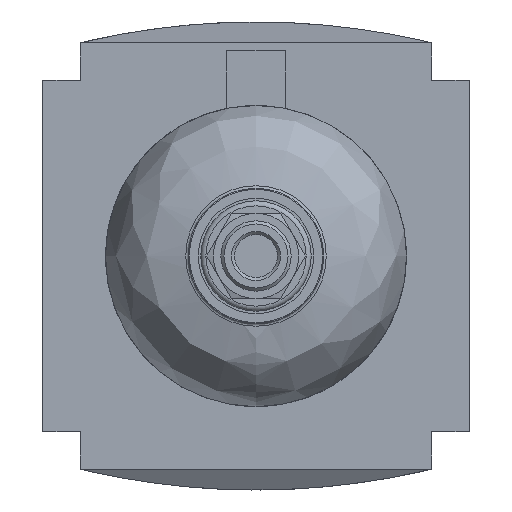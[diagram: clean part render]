
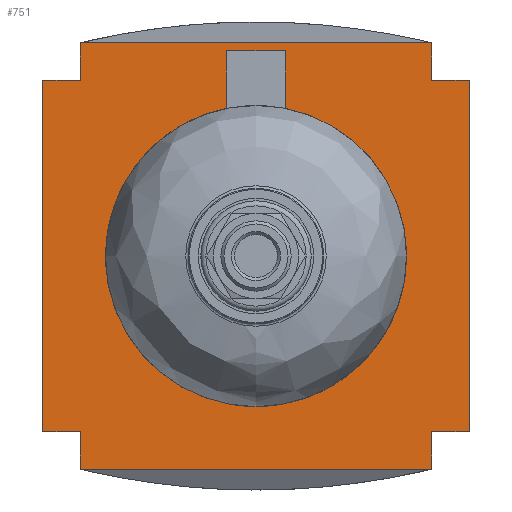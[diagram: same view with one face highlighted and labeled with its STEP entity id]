
A CAD part, front view. The second image highlights one B-rep face of the part: STEP entity #751.
In plain terms, the highlighted planar face has unit normal (0, -1, 0).
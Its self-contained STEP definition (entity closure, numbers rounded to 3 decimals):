
#751 = ADVANCED_FACE( '', ( #1616 ), #1617, .F. );
#1616 = FACE_OUTER_BOUND( '', #2600, .T. );
#1617 = PLANE( '', #2601 );
#2600 = EDGE_LOOP( '', ( #4721, #4722, #4723, #4724, #4725, #4726, #4727, #4728, #4729, #4730, #4731, #4732 ) );
#2601 = AXIS2_PLACEMENT_3D( '', #4733, #4734, #4735 );
#4721 = ORIENTED_EDGE( '', *, *, #6568, .F. );
#4722 = ORIENTED_EDGE( '', *, *, #6412, .F. );
#4723 = ORIENTED_EDGE( '', *, *, #6569, .F. );
#4724 = ORIENTED_EDGE( '', *, *, #6036, .T. );
#4725 = ORIENTED_EDGE( '', *, *, #6570, .F. );
#4726 = ORIENTED_EDGE( '', *, *, #5780, .T. );
#4727 = ORIENTED_EDGE( '', *, *, #5807, .F. );
#4728 = ORIENTED_EDGE( '', *, *, #6571, .T. );
#4729 = ORIENTED_EDGE( '', *, *, #6090, .T. );
#4730 = ORIENTED_EDGE( '', *, *, #6572, .F. );
#4731 = ORIENTED_EDGE( '', *, *, #6573, .F. );
#4732 = ORIENTED_EDGE( '', *, *, #6574, .T. );
#4733 = CARTESIAN_POINT( '', ( 0., -51., 103.36 ) );
#4734 = DIRECTION( '', ( 0., 1., 0. ) );
#4735 = DIRECTION( '', ( 0., 0., 1. ) );
#5780 = EDGE_CURVE( '', #6877, #6878, #6879, .T. );
#5807 = EDGE_CURVE( '', #6923, #6878, #6926, .T. );
#6036 = EDGE_CURVE( '', #7320, #7318, #7321, .T. );
#6090 = EDGE_CURVE( '', #7417, #7415, #7418, .T. );
#6412 = EDGE_CURVE( '', #7893, #7895, #7896, .T. );
#6568 = EDGE_CURVE( '', #7895, #7928, #8101, .T. );
#6569 = EDGE_CURVE( '', #7320, #7893, #8102, .T. );
#6570 = EDGE_CURVE( '', #6877, #7318, #8103, .T. );
#6571 = EDGE_CURVE( '', #6923, #7417, #8104, .T. );
#6572 = EDGE_CURVE( '', #8105, #7415, #8106, .T. );
#6573 = EDGE_CURVE( '', #7926, #8105, #8107, .T. );
#6574 = EDGE_CURVE( '', #7926, #7928, #8108, .T. );
#6877 = VERTEX_POINT( '', #8479 );
#6878 = VERTEX_POINT( '', #8480 );
#6879 = LINE( '', #8481, #8482 );
#6923 = VERTEX_POINT( '', #8542 );
#6926 = LINE( '', #8546, #8547 );
#7318 = VERTEX_POINT( '', #9110 );
#7320 = VERTEX_POINT( '', #9113 );
#7321 = LINE( '', #9114, #9115 );
#7415 = VERTEX_POINT( '', #9254 );
#7417 = VERTEX_POINT( '', #9257 );
#7418 = LINE( '', #9258, #9259 );
#7893 = VERTEX_POINT( '', #9951 );
#7895 = VERTEX_POINT( '', #9954 );
#7896 = LINE( '', #9955, #9956 );
#7926 = VERTEX_POINT( '', #9997 );
#7928 = VERTEX_POINT( '', #10000 );
#8101 = LINE( '', #10231, #10232 );
#8102 = LINE( '', #10233, #10234 );
#8103 = LINE( '', #10235, #10236 );
#8104 = LINE( '', #10237, #10238 );
#8105 = VERTEX_POINT( '', #10239 );
#8106 = LINE( '', #10240, #10241 );
#8107 = LINE( '', #10242, #10243 );
#8108 = LINE( '', #10244, #10245 );
#8479 = CARTESIAN_POINT( '', ( 35., -51., 42.5 ) );
#8480 = CARTESIAN_POINT( '', ( -35., -51., 42.5 ) );
#8481 = CARTESIAN_POINT( '', ( 0., -51., 42.5 ) );
#8482 = VECTOR( '', #10620, 1000. );
#8542 = CARTESIAN_POINT( '', ( -35., -51., 35. ) );
#8546 = CARTESIAN_POINT( '', ( -35., -51., -42.5 ) );
#8547 = VECTOR( '', #10659, 1000. );
#9110 = CARTESIAN_POINT( '', ( 35., -51., 35. ) );
#9113 = CARTESIAN_POINT( '', ( 42.5, -51., 35. ) );
#9114 = CARTESIAN_POINT( '', ( 42.5, -51., 35. ) );
#9115 = VECTOR( '', #10916, 1000. );
#9254 = CARTESIAN_POINT( '', ( -42.5, -51., -35. ) );
#9257 = CARTESIAN_POINT( '', ( -42.5, -51., 35. ) );
#9258 = CARTESIAN_POINT( '', ( -42.5, -51., 35. ) );
#9259 = VECTOR( '', #10975, 1000. );
#9951 = CARTESIAN_POINT( '', ( 42.5, -51., -35. ) );
#9954 = CARTESIAN_POINT( '', ( 35., -51., -35. ) );
#9955 = CARTESIAN_POINT( '', ( 42.5, -51., -35. ) );
#9956 = VECTOR( '', #11311, 1000. );
#9997 = CARTESIAN_POINT( '', ( -35., -51., -42.5 ) );
#10000 = CARTESIAN_POINT( '', ( 35., -51., -42.5 ) );
#10231 = CARTESIAN_POINT( '', ( 35., -51., 42.5 ) );
#10232 = VECTOR( '', #11490, 1000. );
#10233 = CARTESIAN_POINT( '', ( 42.5, -51., 35. ) );
#10234 = VECTOR( '', #11491, 1000. );
#10235 = CARTESIAN_POINT( '', ( 35., -51., 42.5 ) );
#10236 = VECTOR( '', #11492, 1000. );
#10237 = CARTESIAN_POINT( '', ( 42.5, -51., 35. ) );
#10238 = VECTOR( '', #11493, 1000. );
#10239 = CARTESIAN_POINT( '', ( -35., -51., -35. ) );
#10240 = CARTESIAN_POINT( '', ( 42.5, -51., -35. ) );
#10241 = VECTOR( '', #11494, 1000. );
#10242 = CARTESIAN_POINT( '', ( -35., -51., -42.5 ) );
#10243 = VECTOR( '', #11495, 1000. );
#10244 = CARTESIAN_POINT( '', ( 0., -51., -42.5 ) );
#10245 = VECTOR( '', #11496, 1000. );
#10620 = DIRECTION( '', ( -1., 0., 0. ) );
#10659 = DIRECTION( '', ( 0., 0., 1. ) );
#10916 = DIRECTION( '', ( -1., 0., 0. ) );
#10975 = DIRECTION( '', ( 0., 0., -1. ) );
#11311 = DIRECTION( '', ( -1., 0., 0. ) );
#11490 = DIRECTION( '', ( 0., 0., -1. ) );
#11491 = DIRECTION( '', ( 0., 0., -1. ) );
#11492 = DIRECTION( '', ( 0., 0., -1. ) );
#11493 = DIRECTION( '', ( -1., 0., 0. ) );
#11494 = DIRECTION( '', ( -1., 0., 0. ) );
#11495 = DIRECTION( '', ( 0., 0., 1. ) );
#11496 = DIRECTION( '', ( 1., 0., 0. ) );
